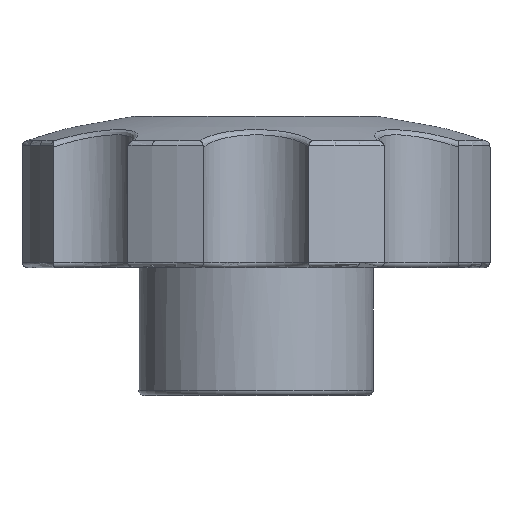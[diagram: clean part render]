
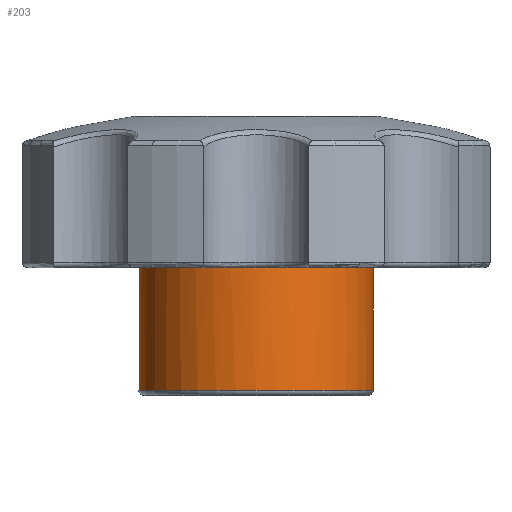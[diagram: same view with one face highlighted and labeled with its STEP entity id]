
A CAD part, front view. The second image highlights one B-rep face of the part: STEP entity #203.
In plain terms, the highlighted cylindrical face has radius 11 mm (diameter 22 mm), a full revolution.
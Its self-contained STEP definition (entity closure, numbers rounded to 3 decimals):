
#203 = ADVANCED_FACE( '', ( #441, #442 ), #443, .T. );
#441 = FACE_OUTER_BOUND( '', #1660, .T. );
#442 = FACE_OUTER_BOUND( '', #1661, .T. );
#443 = CYLINDRICAL_SURFACE( '', #1662, 11. );
#1660 = EDGE_LOOP( '', ( #3719 ) );
#1661 = EDGE_LOOP( '', ( #3720, #3721, #3722, #3723, #3724, #3725, #3726, #3727, #3728, #3729, #3730, #3731, #3732, #3733, #3734, #3735 ) );
#1662 = AXIS2_PLACEMENT_3D( '', #3736, #3737, #3738 );
#3719 = ORIENTED_EDGE( '', *, *, #4178, .T. );
#3720 = ORIENTED_EDGE( '', *, *, #4111, .F. );
#3721 = ORIENTED_EDGE( '', *, *, #4054, .T. );
#3722 = ORIENTED_EDGE( '', *, *, #4139, .F. );
#3723 = ORIENTED_EDGE( '', *, *, #4241, .T. );
#3724 = ORIENTED_EDGE( '', *, *, #4040, .F. );
#3725 = ORIENTED_EDGE( '', *, *, #4035, .T. );
#3726 = ORIENTED_EDGE( '', *, *, #4135, .F. );
#3727 = ORIENTED_EDGE( '', *, *, #4242, .T. );
#3728 = ORIENTED_EDGE( '', *, *, #4048, .F. );
#3729 = ORIENTED_EDGE( '', *, *, #4159, .T. );
#3730 = ORIENTED_EDGE( '', *, *, #4243, .F. );
#3731 = ORIENTED_EDGE( '', *, *, #4244, .T. );
#3732 = ORIENTED_EDGE( '', *, *, #4105, .F. );
#3733 = ORIENTED_EDGE( '', *, *, #4245, .T. );
#3734 = ORIENTED_EDGE( '', *, *, #4246, .F. );
#3735 = ORIENTED_EDGE( '', *, *, #4247, .T. );
#3736 = CARTESIAN_POINT( '', ( 0., 0., 25.7 ) );
#3737 = DIRECTION( '', ( 0., 0., -1. ) );
#3738 = DIRECTION( '', ( 1., 0., 0. ) );
#4035 = EDGE_CURVE( '', #4323, #4321, #4324, .F. );
#4040 = EDGE_CURVE( '', #4323, #4328, #4331, .T. );
#4048 = EDGE_CURVE( '', #4342, #4345, #4346, .T. );
#4054 = EDGE_CURVE( '', #4355, #4353, #4356, .F. );
#4105 = EDGE_CURVE( '', #4443, #4439, #4445, .T. );
#4111 = EDGE_CURVE( '', #4355, #4453, #4454, .T. );
#4135 = EDGE_CURVE( '', #4490, #4321, #4492, .T. );
#4139 = EDGE_CURVE( '', #4496, #4353, #4498, .T. );
#4159 = EDGE_CURVE( '', #4342, #4530, #4532, .F. );
#4178 = EDGE_CURVE( '', #4557, #4557, #4558, .T. );
#4241 = EDGE_CURVE( '', #4496, #4328, #4646, .T. );
#4242 = EDGE_CURVE( '', #4490, #4345, #4647, .T. );
#4243 = EDGE_CURVE( '', #4648, #4530, #4649, .T. );
#4244 = EDGE_CURVE( '', #4648, #4439, #4650, .T. );
#4245 = EDGE_CURVE( '', #4443, #4651, #4652, .F. );
#4246 = EDGE_CURVE( '', #4653, #4651, #4654, .T. );
#4247 = EDGE_CURVE( '', #4653, #4453, #4655, .T. );
#4321 = VERTEX_POINT( '', #4771 );
#4323 = VERTEX_POINT( '', #4774 );
#4324 = LINE( '', #4775, #4776 );
#4328 = VERTEX_POINT( '', #4786 );
#4331 = CIRCLE( '', #4795, 11. );
#4342 = VERTEX_POINT( '', #4862 );
#4345 = VERTEX_POINT( '', #4871 );
#4346 = CIRCLE( '', #4872, 11. );
#4353 = VERTEX_POINT( '', #4891 );
#4355 = VERTEX_POINT( '', #4894 );
#4356 = LINE( '', #4895, #4896 );
#4439 = VERTEX_POINT( '', #5267 );
#4443 = VERTEX_POINT( '', #5277 );
#4445 = CIRCLE( '', #5285, 11. );
#4453 = VERTEX_POINT( '', #5353 );
#4454 = CIRCLE( '', #5354, 11. );
#4490 = VERTEX_POINT( '', #5492 );
#4492 = CIRCLE( '', #5495, 11. );
#4496 = VERTEX_POINT( '', #5499 );
#4498 = CIRCLE( '', #5502, 11. );
#4530 = VERTEX_POINT( '', #5629 );
#4532 = LINE( '', #5632, #5633 );
#4557 = VERTEX_POINT( '', #6077 );
#4558 = CIRCLE( '', #6078, 11. );
#4646 = LINE( '', #6754, #6755 );
#4647 = LINE( '', #6756, #6757 );
#4648 = VERTEX_POINT( '', #6758 );
#4649 = CIRCLE( '', #6759, 11. );
#4650 = LINE( '', #6760, #6761 );
#4651 = VERTEX_POINT( '', #6762 );
#4652 = LINE( '', #6763, #6764 );
#4653 = VERTEX_POINT( '', #6765 );
#4654 = CIRCLE( '', #6766, 11. );
#4655 = LINE( '', #6767, #6768 );
#4771 = CARTESIAN_POINT( '', ( 10.971, 0.8, 12.725 ) );
#4774 = CARTESIAN_POINT( '', ( 10.971, 0.8, 15.927 ) );
#4775 = CARTESIAN_POINT( '', ( 10.971, 0.8, 25.7 ) );
#4776 = VECTOR( '', #7384, 1000. );
#4786 = CARTESIAN_POINT( '', ( 0.8, 10.971, 15.927 ) );
#4795 = AXIS2_PLACEMENT_3D( '', #7388, #7389, #7390 );
#4862 = CARTESIAN_POINT( '', ( 0.8, -10.971, 15.927 ) );
#4871 = CARTESIAN_POINT( '', ( 10.971, -0.8, 15.927 ) );
#4872 = AXIS2_PLACEMENT_3D( '', #7397, #7398, #7399 );
#4891 = CARTESIAN_POINT( '', ( -0.8, 10.971, 12.725 ) );
#4894 = CARTESIAN_POINT( '', ( -0.8, 10.971, 15.927 ) );
#4895 = CARTESIAN_POINT( '', ( -0.8, 10.971, 25.7 ) );
#4896 = VECTOR( '', #7404, 1000. );
#5267 = CARTESIAN_POINT( '', ( -0.8, -10.971, 15.927 ) );
#5277 = CARTESIAN_POINT( '', ( -10.971, -0.8, 15.927 ) );
#5285 = AXIS2_PLACEMENT_3D( '', #7464, #7465, #7466 );
#5353 = CARTESIAN_POINT( '', ( -10.971, 0.8, 15.927 ) );
#5354 = AXIS2_PLACEMENT_3D( '', #7470, #7471, #7472 );
#5492 = CARTESIAN_POINT( '', ( 10.971, -0.8, 12.725 ) );
#5495 = AXIS2_PLACEMENT_3D( '', #7499, #7500, #7501 );
#5499 = CARTESIAN_POINT( '', ( 0.8, 10.971, 12.725 ) );
#5502 = AXIS2_PLACEMENT_3D( '', #7506, #7507, #7508 );
#5629 = CARTESIAN_POINT( '', ( 0.8, -10.971, 12.725 ) );
#5632 = CARTESIAN_POINT( '', ( 0.8, -10.971, 25.7 ) );
#5633 = VECTOR( '', #7527, 1000. );
#6077 = CARTESIAN_POINT( '', ( 11., 0., 0.5 ) );
#6078 = AXIS2_PLACEMENT_3D( '', #7537, #7538, #7539 );
#6754 = CARTESIAN_POINT( '', ( 0.8, 10.971, 25.7 ) );
#6755 = VECTOR( '', #7599, 1000. );
#6756 = CARTESIAN_POINT( '', ( 10.971, -0.8, 25.7 ) );
#6757 = VECTOR( '', #7600, 1000. );
#6758 = CARTESIAN_POINT( '', ( -0.8, -10.971, 12.725 ) );
#6759 = AXIS2_PLACEMENT_3D( '', #7601, #7602, #7603 );
#6760 = CARTESIAN_POINT( '', ( -0.8, -10.971, 25.7 ) );
#6761 = VECTOR( '', #7604, 1000. );
#6762 = CARTESIAN_POINT( '', ( -10.971, -0.8, 12.725 ) );
#6763 = CARTESIAN_POINT( '', ( -10.971, -0.8, 25.7 ) );
#6764 = VECTOR( '', #7605, 1000. );
#6765 = CARTESIAN_POINT( '', ( -10.971, 0.8, 12.725 ) );
#6766 = AXIS2_PLACEMENT_3D( '', #7606, #7607, #7608 );
#6767 = CARTESIAN_POINT( '', ( -10.971, 0.8, 25.7 ) );
#6768 = VECTOR( '', #7609, 1000. );
#7384 = DIRECTION( '', ( 0., 0., 1. ) );
#7388 = CARTESIAN_POINT( '', ( 0., 0., 15.927 ) );
#7389 = DIRECTION( '', ( 0., 0., 1. ) );
#7390 = DIRECTION( '', ( 1., 0., 0. ) );
#7397 = CARTESIAN_POINT( '', ( 0., 0., 15.927 ) );
#7398 = DIRECTION( '', ( 0., 0., 1. ) );
#7399 = DIRECTION( '', ( 1., 0., 0. ) );
#7404 = DIRECTION( '', ( 0., 0., 1. ) );
#7464 = CARTESIAN_POINT( '', ( 0., 0., 15.927 ) );
#7465 = DIRECTION( '', ( 0., 0., 1. ) );
#7466 = DIRECTION( '', ( 1., 0., 0. ) );
#7470 = CARTESIAN_POINT( '', ( 0., 0., 15.927 ) );
#7471 = DIRECTION( '', ( 0., 0., 1. ) );
#7472 = DIRECTION( '', ( 1., 0., 0. ) );
#7499 = CARTESIAN_POINT( '', ( 0., 0., 12.725 ) );
#7500 = DIRECTION( '', ( 0., 0., 1. ) );
#7501 = DIRECTION( '', ( 1., 0., 0. ) );
#7506 = CARTESIAN_POINT( '', ( 0., 0., 12.725 ) );
#7507 = DIRECTION( '', ( 0., 0., 1. ) );
#7508 = DIRECTION( '', ( 1., 0., 0. ) );
#7527 = DIRECTION( '', ( 0., 0., 1. ) );
#7537 = CARTESIAN_POINT( '', ( 0., 0., 0.5 ) );
#7538 = DIRECTION( '', ( 0., 0., 1. ) );
#7539 = DIRECTION( '', ( 1., 0., 0. ) );
#7599 = DIRECTION( '', ( 0., 0., 1. ) );
#7600 = DIRECTION( '', ( 0., 0., 1. ) );
#7601 = CARTESIAN_POINT( '', ( 0., 0., 12.725 ) );
#7602 = DIRECTION( '', ( 0., 0., 1. ) );
#7603 = DIRECTION( '', ( 1., 0., 0. ) );
#7604 = DIRECTION( '', ( 0., 0., 1. ) );
#7605 = DIRECTION( '', ( 0., 0., 1. ) );
#7606 = CARTESIAN_POINT( '', ( 0., 0., 12.725 ) );
#7607 = DIRECTION( '', ( 0., 0., 1. ) );
#7608 = DIRECTION( '', ( 1., 0., 0. ) );
#7609 = DIRECTION( '', ( 0., 0., 1. ) );
